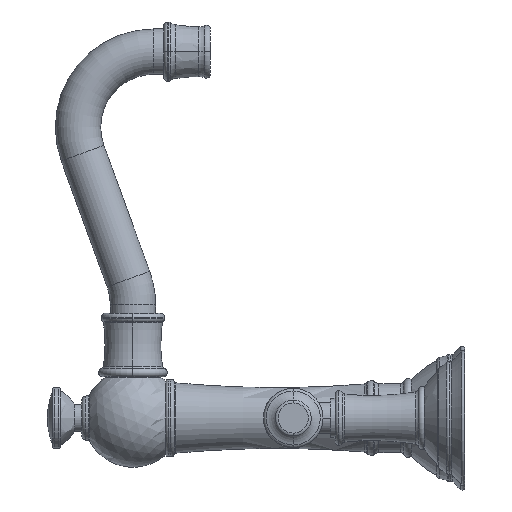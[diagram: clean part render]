
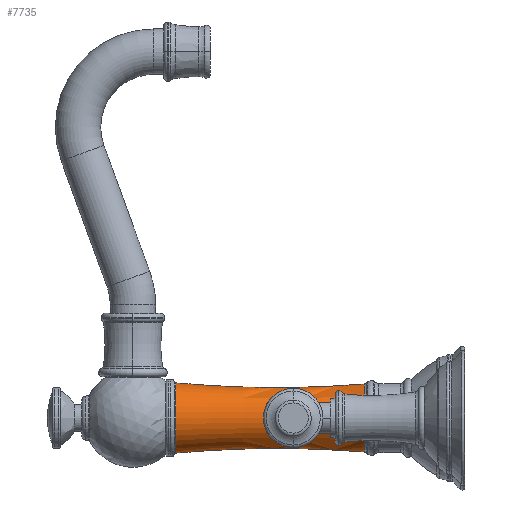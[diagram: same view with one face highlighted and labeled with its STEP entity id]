
A CAD part, left-side view. The second image highlights one B-rep face of the part: STEP entity #7735.
In plain terms, the highlighted toroidal (fillet/blend) face has major radius 473.558 mm and minor radius 460.756 mm.
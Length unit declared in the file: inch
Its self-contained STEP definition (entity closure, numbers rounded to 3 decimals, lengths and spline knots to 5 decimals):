
#5506=CARTESIAN_POINT('',(0.,3.11145,18.644));
#5507=DIRECTION('',(1.,0.,0.));
#5508=DIRECTION('',(0.,-0.08,-0.997));
#5509=AXIS2_PLACEMENT_3D('',#5506,#5507,#5508);
#5511=CARTESIAN_POINT('',(0.,3.11145,18.644));
#5512=DIRECTION('',(1.,0.,0.));
#5513=DIRECTION('',(0.,0.,-1.));
#5514=AXIS2_PLACEMENT_3D('',#5511,#5512,#5513);
#5516=CARTESIAN_POINT('',(0.,3.11145,-18.644));
#5517=DIRECTION('',(1.,0.,0.));
#5518=DIRECTION('',(0.,0.091,0.996));
#5519=AXIS2_PLACEMENT_3D('',#5516,#5517,#5518);
#5521=CARTESIAN_POINT('',(0.,3.11145,-18.644));
#5522=DIRECTION('',(1.,0.,0.));
#5523=DIRECTION('',(0.,0.,1.));
#5524=AXIS2_PLACEMENT_3D('',#5521,#5522,#5523);
#5526=CARTESIAN_POINT('',(0.,1.65883,0.));
#5527=DIRECTION('',(0.,-1.,0.));
#5528=DIRECTION('',(0.,0.,1.));
#5529=AXIS2_PLACEMENT_3D('',#5526,#5527,#5528);
#5531=CARTESIAN_POINT('',(0.,1.65883,0.));
#5532=DIRECTION('',(0.,-1.,0.));
#5533=DIRECTION('',(-0.012,0.,-1.));
#5534=AXIS2_PLACEMENT_3D('',#5531,#5532,#5533);
#5536=CARTESIAN_POINT('',(0.,4.77021,0.));
#5537=DIRECTION('',(0.,1.,0.));
#5538=DIRECTION('',(0.,0.,-1.));
#5539=AXIS2_PLACEMENT_3D('',#5536,#5537,#5538);
#6882=CARTESIAN_POINT('',(0.,4.77021,0.58));
#6883=VERTEX_POINT('',#6882);
#6884=CARTESIAN_POINT('',(0.,4.77021,-0.58));
#6885=VERTEX_POINT('',#6884);
#6887=CARTESIAN_POINT('',(0.,1.65883,0.56226));
#6889=VERTEX_POINT('',#6887);
#6890=CARTESIAN_POINT('',(0.,1.65883,-0.56226));
#6891=VERTEX_POINT('',#6890);
#6892=CARTESIAN_POINT('',(0.,3.11145,0.504));
#6893=VERTEX_POINT('',#6892);
#6894=CARTESIAN_POINT('',(0.,3.11145,-0.504));
#6895=VERTEX_POINT('',#6894);
#6902=CARTESIAN_POINT('',(-0.00694,1.65883,
-0.56221));
#6903=VERTEX_POINT('',#6902);
#7718=CARTESIAN_POINT('',(0.,3.11145,0.));
#7719=DIRECTION('',(0.,-1.,0.));
#7720=DIRECTION('',(0.,0.,1.));
#7721=AXIS2_PLACEMENT_3D('',#7718,#7719,#7720);
#7722=TOROIDAL_SURFACE('',#7721,18.644,18.14);
#7724=ORIENTED_EDGE('',*,*,#7723,.T.);
#7726=ORIENTED_EDGE('',*,*,#7725,.T.);
#7727=ORIENTED_EDGE('',*,*,#7713,.F.);
#7728=ORIENTED_EDGE('',*,*,#7711,.F.);
#7730=ORIENTED_EDGE('',*,*,#7729,.T.);
#7731=ORIENTED_EDGE('',*,*,#7707,.F.);
#7732=ORIENTED_EDGE('',*,*,#7705,.F.);
#7733=EDGE_LOOP('',(#7724,#7726,#7727,#7728,#7730,#7731,#7732));
#7734=FACE_OUTER_BOUND('',#7733,.F.);
#7735=ADVANCED_FACE('',(#7734),#7722,.F.);
#5510=CIRCLE('',#5509,18.14);
#5515=CIRCLE('',#5514,18.14);
#5520=CIRCLE('',#5519,18.14);
#5525=CIRCLE('',#5524,18.14);
#5530=CIRCLE('',#5529,0.56226);
#5535=CIRCLE('',#5534,0.56226);
#5540=CIRCLE('',#5539,0.58);
#7705=EDGE_CURVE('',#6889,#6893,#5510,.T.);
#7707=EDGE_CURVE('',#6893,#6883,#5515,.T.);
#7711=EDGE_CURVE('',#6885,#6895,#5520,.T.);
#7713=EDGE_CURVE('',#6895,#6891,#5525,.T.);
#7723=EDGE_CURVE('',#6889,#6903,#5530,.T.);
#7725=EDGE_CURVE('',#6903,#6891,#5535,.T.);
#7729=EDGE_CURVE('',#6885,#6883,#5540,.T.);
